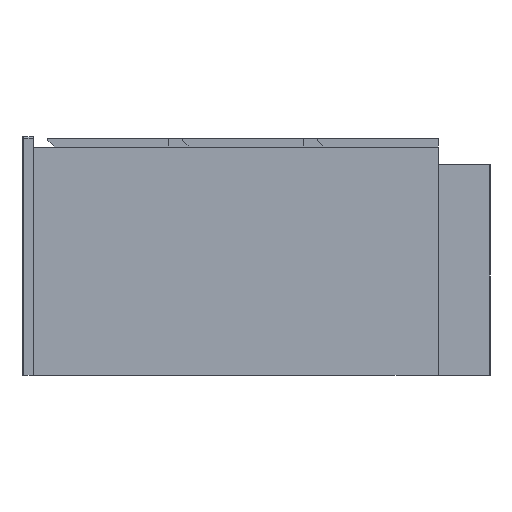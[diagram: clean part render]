
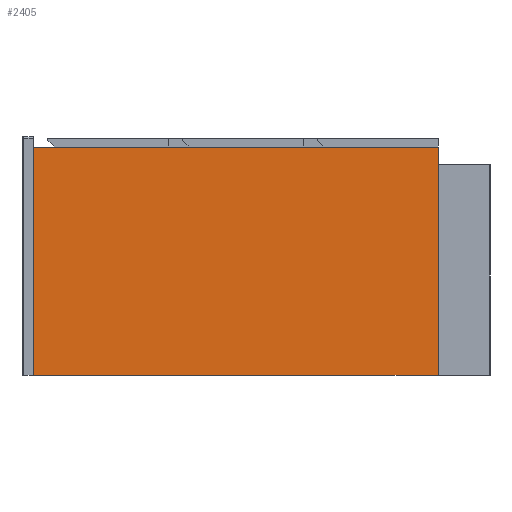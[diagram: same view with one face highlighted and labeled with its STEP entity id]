
A CAD part, left-side view. The second image highlights one B-rep face of the part: STEP entity #2405.
In plain terms, the highlighted planar face has unit normal (-1, 0, 0).
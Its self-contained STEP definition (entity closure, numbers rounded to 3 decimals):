
#80 = ORIENTED_EDGE ( 'NONE', *, *, #3936, .F. ) ;
#343 = DIRECTION ( 'NONE',  ( 0., 0., -1. ) ) ;
#366 = CARTESIAN_POINT ( 'NONE',  ( -744., -390., 0. ) ) ;
#411 = LINE ( 'NONE', #3959, #3042 ) ;
#463 = VERTEX_POINT ( 'NONE', #4977 ) ;
#564 = EDGE_CURVE ( 'NONE', #2203, #463, #4614, .T. ) ;
#801 = EDGE_CURVE ( 'NONE', #2803, #463, #4823, .T. ) ;
#898 = DIRECTION ( 'NONE',  ( -1., 0., 0. ) ) ;
#1180 = ORIENTED_EDGE ( 'NONE', *, *, #564, .T. ) ;
#1373 = CARTESIAN_POINT ( 'NONE',  ( -744., -390., 440. ) ) ;
#1647 = VECTOR ( 'NONE', #343, 1000. ) ;
#1688 = DIRECTION ( 'NONE',  ( 0., 0., -1. ) ) ;
#1699 = VECTOR ( 'NONE', #1688, 1000. ) ;
#1825 = FACE_OUTER_BOUND ( 'NONE', #4597, .T. ) ;
#2203 = VERTEX_POINT ( 'NONE', #3602 ) ;
#2405 = ADVANCED_FACE ( 'NONE', ( #1825 ), #3591, .T. ) ;
#2445 = ORIENTED_EDGE ( 'NONE', *, *, #801, .F. ) ;
#2722 = VERTEX_POINT ( 'NONE', #1373 ) ;
#2803 = VERTEX_POINT ( 'NONE', #366 ) ;
#3016 = VECTOR ( 'NONE', #4384, 1000. ) ;
#3042 = VECTOR ( 'NONE', #3526, 1000. ) ;
#3458 = ORIENTED_EDGE ( 'NONE', *, *, #3781, .T. ) ;
#3526 = DIRECTION ( 'NONE',  ( 0., 1., 0. ) ) ;
#3591 = PLANE ( 'NONE',  #4706 ) ;
#3602 = CARTESIAN_POINT ( 'NONE',  ( -744., 390., 440. ) ) ;
#3675 = CARTESIAN_POINT ( 'NONE',  ( -744., -390., 440. ) ) ;
#3781 = EDGE_CURVE ( 'NONE', #2722, #2203, #411, .T. ) ;
#3936 = EDGE_CURVE ( 'NONE', #2722, #2803, #4423, .T. ) ;
#3959 = CARTESIAN_POINT ( 'NONE',  ( -744., 390., 440. ) ) ;
#3973 = CARTESIAN_POINT ( 'NONE',  ( -744., 390., 440. ) ) ;
#4353 = CARTESIAN_POINT ( 'NONE',  ( -744., 390., 0. ) ) ;
#4384 = DIRECTION ( 'NONE',  ( 0., 1., 0. ) ) ;
#4423 = LINE ( 'NONE', #3675, #1699 ) ;
#4597 = EDGE_LOOP ( 'NONE', ( #2445, #80, #3458, #1180 ) ) ;
#4605 = CARTESIAN_POINT ( 'NONE',  ( -744., 390., 440. ) ) ;
#4614 = LINE ( 'NONE', #4605, #1647 ) ;
#4706 = AXIS2_PLACEMENT_3D ( 'NONE', #3973, #898, #4805 ) ;
#4805 = DIRECTION ( 'NONE',  ( 0., -1., 0. ) ) ;
#4823 = LINE ( 'NONE', #4353, #3016 ) ;
#4977 = CARTESIAN_POINT ( 'NONE',  ( -744., 390., 0. ) ) ;
